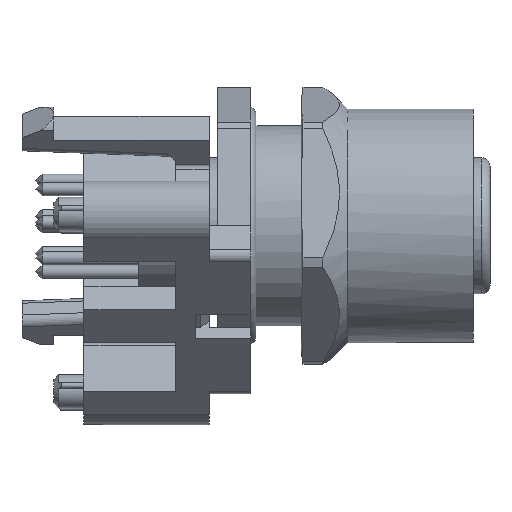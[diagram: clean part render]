
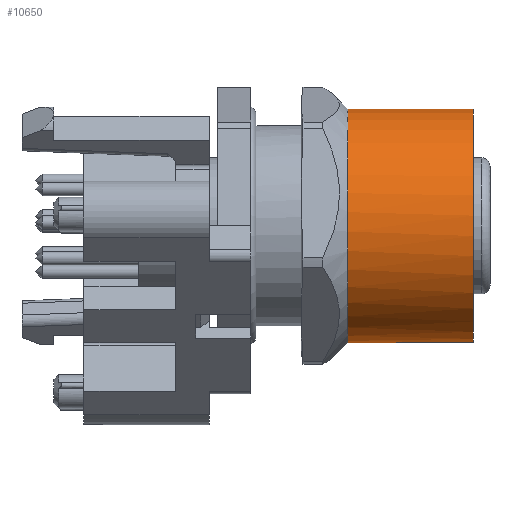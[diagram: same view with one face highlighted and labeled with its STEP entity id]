
A CAD part, left-side view. The second image highlights one B-rep face of the part: STEP entity #10650.
In plain terms, the highlighted cylindrical face has radius 7 mm (diameter 14 mm), a full revolution.
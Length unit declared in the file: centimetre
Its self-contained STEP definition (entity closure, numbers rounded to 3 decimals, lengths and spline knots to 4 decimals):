
#565=FACE_BOUND('',#2799,.T.);
#2039=FACE_OUTER_BOUND('',#2798,.T.);
#2798=EDGE_LOOP('',(#9408));
#2799=EDGE_LOOP('',(#9409));
#3299=CIRCLE('',#11522,0.7);
#3307=CIRCLE('',#11532,0.7);
#5541=VERTEX_POINT('',#18446);
#5555=VERTEX_POINT('',#18488);
#6840=EDGE_CURVE('',#5541,#5541,#3299,.T.);
#6854=EDGE_CURVE('',#5555,#5555,#3307,.T.);
#9408=ORIENTED_EDGE('',*,*,#6840,.F.);
#9409=ORIENTED_EDGE('',*,*,#6854,.T.);
#10112=CYLINDRICAL_SURFACE('',#11549,0.7);
#10650=ADVANCED_FACE('',(#2039,#565),#10112,.T.);
#11522=AXIS2_PLACEMENT_3D('',#18447,#13817,#13818);
#11532=AXIS2_PLACEMENT_3D('',#18489,#13837,#13838);
#11549=AXIS2_PLACEMENT_3D('',#18548,#13883,#13884);
#13817=DIRECTION('center_axis',(0.,-1.,0.));
#13818=DIRECTION('ref_axis',(-0.707,0.,0.707));
#13837=DIRECTION('center_axis',(0.,-1.,0.));
#13838=DIRECTION('ref_axis',(-0.707,0.,0.707));
#13883=DIRECTION('center_axis',(0.,-1.,0.));
#13884=DIRECTION('ref_axis',(-0.707,0.,0.707));
#18446=CARTESIAN_POINT('',(-0.4929,0.62,0.497));
#18447=CARTESIAN_POINT('Origin',(0.0021,0.62,0.0021));
#18488=CARTESIAN_POINT('',(-0.4929,1.37,0.497));
#18489=CARTESIAN_POINT('Origin',(0.0021,1.37,0.0021));
#18548=CARTESIAN_POINT('Origin',(0.0021,0.995,0.0021));
